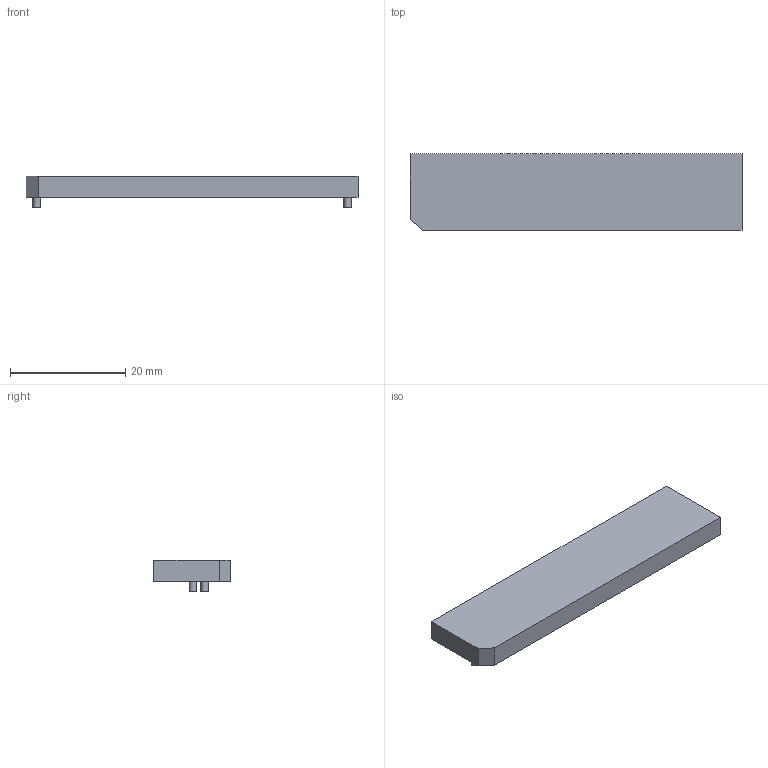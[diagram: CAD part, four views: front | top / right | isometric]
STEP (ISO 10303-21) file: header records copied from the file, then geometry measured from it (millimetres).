
FILE_DESCRIPTION(('FreeCAD Model'),'2;1');
FILE_NAME('1780151.1.1.stp','2020-04-30T16:17:31',( 'Author'),(''),'Open CASCADE STEP processor 6.9','FreeCAD','Unknown' );
FILE_SCHEMA(('AUTOMOTIVE_DESIGN { 1 0 10303 214 1 1 1 1 }'));
Length unit declared in the file: millimetre
Products named in the file (4): ASSEMBLY; Body; Pins; Lugs
Assembly tree (4 placements, depth 2):
  ASSEMBLY
    Body
    Pins
    Lugs  x2
Bounding box: 57.56 x 13.26 x 5.48 mm (x, y, z)
Volume: 2820.6 mm3; surface area: 2347.8 mm2
Topology: 325 solids, 325 shells, 979 faces, 987 edges, 658 vertices
Faces by surface type: plane 655, cylinder 324
Full cylindrical faces by diameter (mm): 0.64 x320, 1.25 x4
Entity records: 32992 total; most frequent: DIRECTION 5543, CARTESIAN_POINT 4575, ORIENTED_EDGE 1962, PCURVE 1962, DEFINITIONAL_REPRESENTATION 1962, LINE 1655, VECTOR 1655, AXIS2_PLACEMENT_3D 1622
